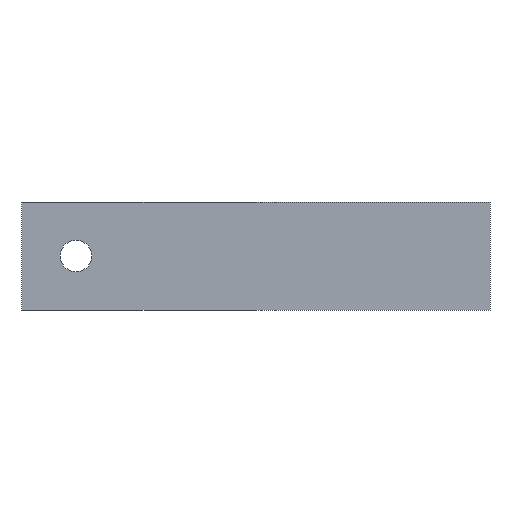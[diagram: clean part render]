
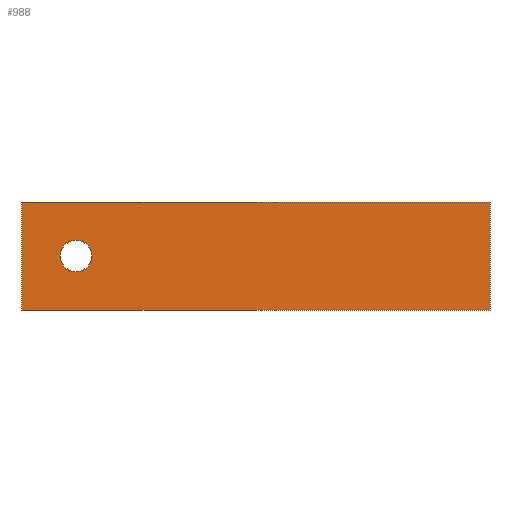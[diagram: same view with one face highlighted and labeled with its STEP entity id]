
A CAD part, left-side view. The second image highlights one B-rep face of the part: STEP entity #988.
In plain terms, the highlighted planar face has unit normal (-1, 0, 0).
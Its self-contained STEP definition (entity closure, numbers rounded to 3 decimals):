
#835=DIRECTION('',(0.,0.,-1.));
#836=VECTOR('',#835,60.);
#837=CARTESIAN_POINT('',(-12.,254.,44.));
#838=LINE('',#837,#836);
#839=DIRECTION('',(0.,1.,0.));
#840=VECTOR('',#839,260.);
#841=CARTESIAN_POINT('',(-12.,-6.,44.));
#842=LINE('',#841,#840);
#843=DIRECTION('',(0.,0.,1.));
#844=VECTOR('',#843,60.);
#845=CARTESIAN_POINT('',(-12.,-6.,-16.));
#846=LINE('',#845,#844);
#847=DIRECTION('',(0.,-1.,0.));
#848=VECTOR('',#847,260.);
#849=CARTESIAN_POINT('',(-12.,254.,-16.));
#850=LINE('',#849,#848);
#851=CARTESIAN_POINT('',(-12.,224.,14.));
#852=DIRECTION('',(1.,0.,0.));
#853=DIRECTION('',(0.,-1.,0.));
#854=AXIS2_PLACEMENT_3D('',#851,#852,#853);
#856=CARTESIAN_POINT('',(-12.,224.,14.));
#857=DIRECTION('',(1.,0.,0.));
#858=DIRECTION('',(0.,1.,0.));
#859=AXIS2_PLACEMENT_3D('',#856,#857,#858);
#881=CARTESIAN_POINT('',(-12.,-6.,44.));
#882=CARTESIAN_POINT('',(-12.,254.,44.));
#883=VERTEX_POINT('',#881);
#884=VERTEX_POINT('',#882);
#885=CARTESIAN_POINT('',(-12.,-6.,-16.));
#886=VERTEX_POINT('',#885);
#887=CARTESIAN_POINT('',(-12.,254.,-16.));
#888=VERTEX_POINT('',#887);
#889=CARTESIAN_POINT('',(-12.,232.75,14.));
#890=CARTESIAN_POINT('',(-12.,215.25,14.));
#891=VERTEX_POINT('',#889);
#892=VERTEX_POINT('',#890);
#971=CARTESIAN_POINT('',(-12.,212.538,38.99));
#972=DIRECTION('',(-1.,0.,0.));
#973=DIRECTION('',(0.,-1.,0.));
#974=AXIS2_PLACEMENT_3D('',#971,#972,#973);
#975=PLANE('',#974);
#976=ORIENTED_EDGE('',*,*,#965,.F.);
#977=ORIENTED_EDGE('',*,*,#923,.F.);
#978=ORIENTED_EDGE('',*,*,#938,.F.);
#979=ORIENTED_EDGE('',*,*,#952,.F.);
#980=EDGE_LOOP('',(#976,#977,#978,#979));
#981=FACE_OUTER_BOUND('',#980,.F.);
#983=ORIENTED_EDGE('',*,*,#982,.F.);
#985=ORIENTED_EDGE('',*,*,#984,.F.);
#986=EDGE_LOOP('',(#983,#985));
#987=FACE_BOUND('',#986,.F.);
#988=ADVANCED_FACE('',(#981,#987),#975,.T.);
#855=CIRCLE('',#854,8.75);
#860=CIRCLE('',#859,8.75);
#923=EDGE_CURVE('',#883,#884,#842,.T.);
#938=EDGE_CURVE('',#886,#883,#846,.T.);
#952=EDGE_CURVE('',#888,#886,#850,.T.);
#965=EDGE_CURVE('',#884,#888,#838,.T.);
#982=EDGE_CURVE('',#892,#891,#855,.T.);
#984=EDGE_CURVE('',#891,#892,#860,.T.);
